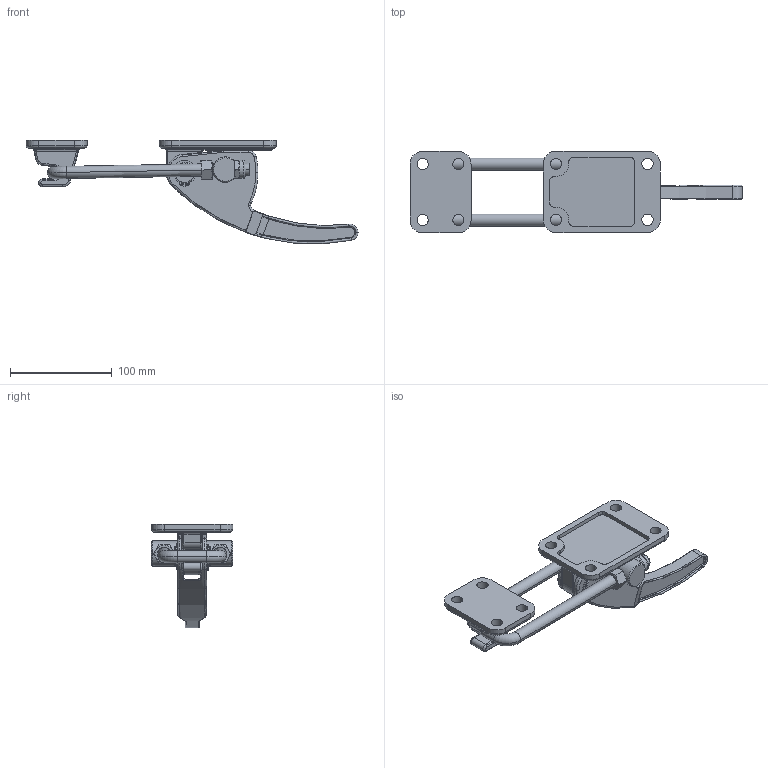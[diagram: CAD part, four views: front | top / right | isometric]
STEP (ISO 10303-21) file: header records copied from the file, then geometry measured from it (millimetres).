
FILE_DESCRIPTION((''),'2;1');
FILE_NAME('460.stp','2005-09-01T11:55:14',('CAD'),(''),'Autodesk Inventor 8','Autodesk Inventor 8','');
FILE_SCHEMA(('AUTOMOTIVE_DESIGN { 1 0 10303 214 1 1 1 1 }'));
Length unit declared in the file: millimetre
Products named in the file (1): Part52
Bounding box: 326.36 x 80.25 x 102.03 mm (x, y, z)
Volume: 320255 mm3; surface area: 93888.3 mm2
Topology: 1 solids, 1 shells, 560 faces, 1414 edges, 859 vertices
Faces by surface type: cylinder 212, plane 116, cone 88, bspline 70, torus 68, sphere 6
Entity records: 20666 total; most frequent: CARTESIAN_POINT 7323, DIRECTION 2947, ORIENTED_EDGE 2802, EDGE_CURVE 1401, AXIS2_PLACEMENT_3D 1241, VERTEX_POINT 859, CIRCLE 701, EDGE_LOOP 606
